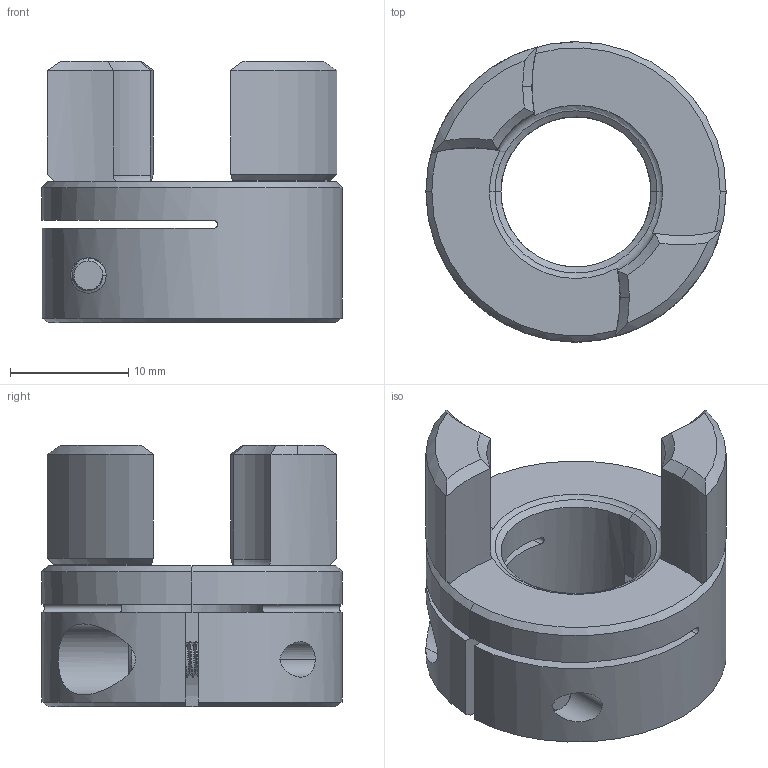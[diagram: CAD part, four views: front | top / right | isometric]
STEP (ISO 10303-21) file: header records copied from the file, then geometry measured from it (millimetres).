
FILE_DESCRIPTION (( 'STEP AP203' ), '1' );
FILE_NAME ('9845T204.STEP', '2019-09-12T15:02:41', ( '' ), ( '' ), 'SwSTEP 2.0', 'SolidWorks 2014', '' );
FILE_SCHEMA (( 'CONFIG_CONTROL_DESIGN' ));
Length unit declared in the file: inch
Products named in the file (1): 9845T204
Bounding box: 25.4 x 25.4 x 22.09 mm (x, y, z)
Volume: 4997.7 mm3; surface area: 3607.7 mm2
Topology: 2 solids, 2 shells, 130 faces, 337 edges, 212 vertices
Faces by surface type: cylinder 65, cone 34, plane 26, bspline 3, torus 2
Entity records: 6625 total; most frequent: CARTESIAN_POINT 3629, ORIENTED_EDGE 674, DIRECTION 563, EDGE_CURVE 337, AXIS2_PLACEMENT_3D 224, VERTEX_POINT 212, EDGE_LOOP 137, ADVANCED_FACE 130
